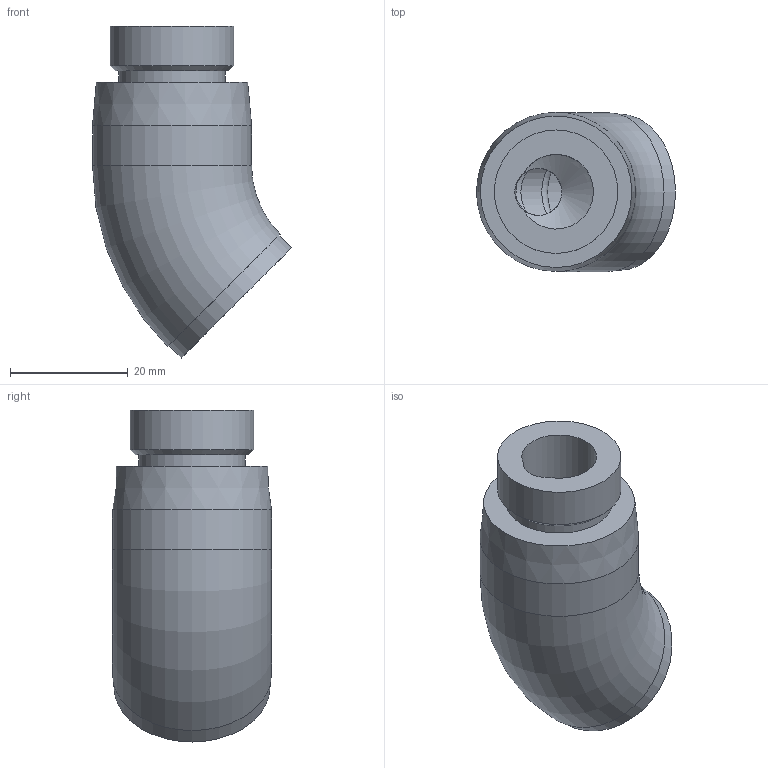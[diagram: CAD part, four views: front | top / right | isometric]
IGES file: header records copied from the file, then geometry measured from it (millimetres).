
Global section: file name: No Iges File Name specified; native system: Autodesk Inventor 2012; preprocessor: AutoDesk Inventor Iges Exporter R2012; author: mblakey; date: 20121218.113907; units: millimetre
Bounding box: 33.78 x 27 x 56.37 mm (x, y, z)
Volume: 18526.4 mm3; surface area: 7889.2 mm2
Topology: 2 solids, 2 shells, 24 faces, 44 edges, 28 vertices
Faces by surface type: plane 8, revolution 8, cylinder 4, cone 2, torus 2
Full cylindrical faces by diameter (mm): 18.034 x1, 20.955 x1, 26.5 x1, 27 x1
